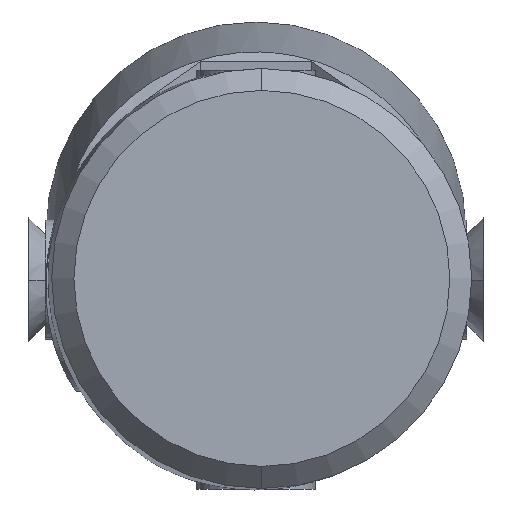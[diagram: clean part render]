
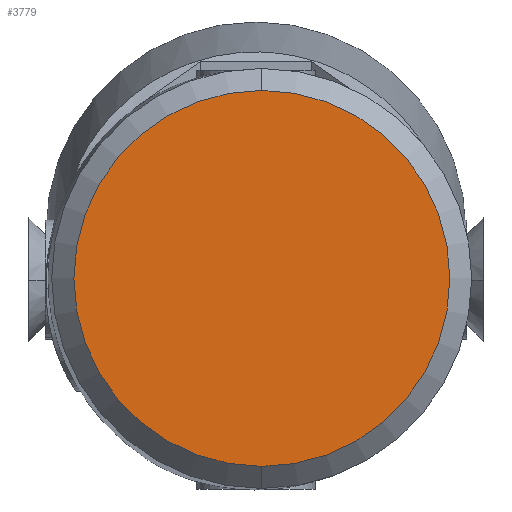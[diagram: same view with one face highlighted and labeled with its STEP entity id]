
A CAD part, top view. The second image highlights one B-rep face of the part: STEP entity #3779.
In plain terms, the highlighted face is planar.
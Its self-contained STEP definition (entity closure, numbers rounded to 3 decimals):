
#6=CARTESIAN_POINT('',(0.,0.,0.));
#7=DIRECTION('',(0.,0.,1.));
#8=DIRECTION('',(-1.,0.,0.));
#9=AXIS2_PLACEMENT_3D('',#6,#7,#8);
#11=CARTESIAN_POINT('',(0.,0.,0.));
#12=DIRECTION('',(0.,0.,1.));
#13=DIRECTION('',(1.,0.,0.));
#14=AXIS2_PLACEMENT_3D('',#11,#12,#13);
#3684=CARTESIAN_POINT('',(8.525,0.,0.));
#3685=CARTESIAN_POINT('',(-8.525,0.,0.));
#3686=VERTEX_POINT('',#3684);
#3687=VERTEX_POINT('',#3685);
#3769=CARTESIAN_POINT('',(0.,0.,0.));
#3770=DIRECTION('',(0.,0.,1.));
#3771=DIRECTION('',(1.,0.,0.));
#3772=AXIS2_PLACEMENT_3D('',#3769,#3770,#3771);
#3773=PLANE('',#3772);
#3775=ORIENTED_EDGE('',*,*,#3774,.T.);
#3776=ORIENTED_EDGE('',*,*,#3758,.T.);
#3777=EDGE_LOOP('',(#3775,#3776));
#3778=FACE_OUTER_BOUND('',#3777,.F.);
#3779=ADVANCED_FACE('',(#3778),#3773,.F.);
#10=CIRCLE('',#9,8.525);
#15=CIRCLE('',#14,8.525);
#3758=EDGE_CURVE('',#3686,#3687,#15,.T.);
#3774=EDGE_CURVE('',#3687,#3686,#10,.T.);
